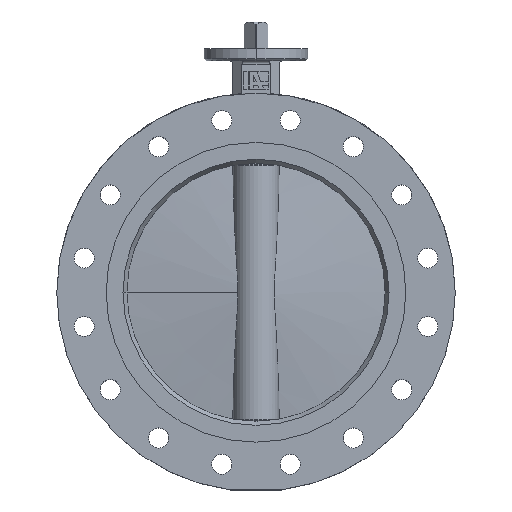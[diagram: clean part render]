
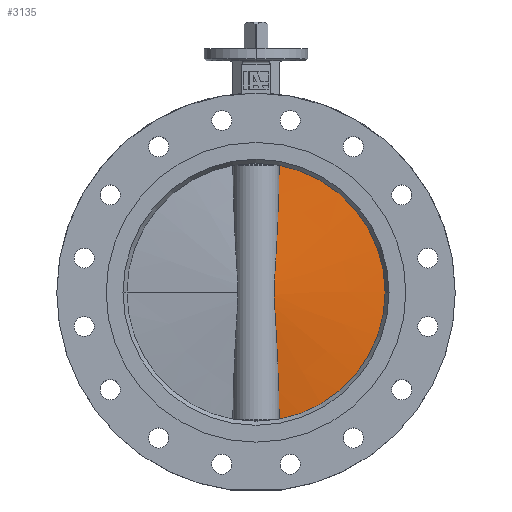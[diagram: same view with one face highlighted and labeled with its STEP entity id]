
A CAD part, top view. The second image highlights one B-rep face of the part: STEP entity #3135.
In plain terms, the highlighted conical face has half-angle 83.838 degrees and reference radius 9262.33 mm.
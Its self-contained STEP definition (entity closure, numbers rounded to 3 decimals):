
#4 = EDGE_LOOP ( 'NONE', ( #6834, #6835, #6836 ) ) ;
#491 = CARTESIAN_POINT ( 'NONE',  ( 4.095, 0., -193.633 ) ) ;
#492 = CARTESIAN_POINT ( 'NONE',  ( 4.095, -190.487, -34.76 ) ) ;
#506 = CARTESIAN_POINT ( 'NONE',  ( 4.095, 190.487, -34.76 ) ) ;
#714 = CIRCLE ( 'NONE', #1287, 193.633 ) ;
#752 = CIRCLE ( 'NONE', #1307, 193.633 ) ;
#1287 = AXIS2_PLACEMENT_3D ( 'NONE', #3785, #3786, #3787 ) ;
#1307 = AXIS2_PLACEMENT_3D ( 'NONE', #3997, #3998, #3999 ) ;
#1770 = DIRECTION ( 'NONE',  ( 0., 0., 1. ) ) ;
#1771 = CARTESIAN_POINT ( 'NONE',  ( -975., 0., 0. ) ) ;
#1772 = DIRECTION ( 'NONE',  ( -1., 0., 0. ) ) ;
#1938 = FACE_OUTER_BOUND ( 'NONE', #4, .T. ) ;
#2010 = CONICAL_SURFACE ( 'NONE', #4803, 9262.327, 1.463 ) ;
#2113 = VERTEX_POINT ( 'NONE', #491 ) ;
#2115 = VERTEX_POINT ( 'NONE', #492 ) ;
#2143 = VERTEX_POINT ( 'NONE', #506 ) ;
#2768 = EDGE_CURVE ( 'NONE', #2115, #2113, #714, .T. ) ;
#2803 = EDGE_CURVE ( 'NONE', #2115, #2143, #5566, .T. ) ;
#2804 = EDGE_CURVE ( 'NONE', #2113, #2143, #752, .T. ) ;
#3135 = ADVANCED_FACE ( 'NONE', ( #1938 ), #2010, .T. ) ;
#3785 = CARTESIAN_POINT ( 'NONE',  ( 4.095, 0., 0. ) ) ;
#3786 = DIRECTION ( 'NONE',  ( 1., 0., 0. ) ) ;
#3787 = DIRECTION ( 'NONE',  ( 0., 0., -1. ) ) ;
#3958 = CARTESIAN_POINT ( 'NONE',  ( 4.095, -190.487, -34.76 ) ) ;
#3959 = CARTESIAN_POINT ( 'NONE',  ( 5.784, -174.614, -34.561 ) ) ;
#3963 = CARTESIAN_POINT ( 'NONE',  ( 7.471, -158.743, -34.238 ) ) ;
#3964 = CARTESIAN_POINT ( 'NONE',  ( 10.828, -127.004, -33.328 ) ) ;
#3965 = CARTESIAN_POINT ( 'NONE',  ( 12.5, -111.14, -32.741 ) ) ;
#3966 = CARTESIAN_POINT ( 'NONE',  ( 14.972, -87.351, -31.649 ) ) ;
#3967 = CARTESIAN_POINT ( 'NONE',  ( 15.79, -79.423, -31.249 ) ) ;
#3968 = CARTESIAN_POINT ( 'NONE',  ( 17.399, -63.566, -30.383 ) ) ;
#3969 = CARTESIAN_POINT ( 'NONE',  ( 18.192, -55.639, -29.914 ) ) ;
#3970 = CARTESIAN_POINT ( 'NONE',  ( 19.326, -43.743, -29.184 ) ) ;
#3971 = CARTESIAN_POINT ( 'NONE',  ( 19.695, -39.777, -28.936 ) ) ;
#3972 = CARTESIAN_POINT ( 'NONE',  ( 20.397, -31.842, -28.446 ) ) ;
#3973 = CARTESIAN_POINT ( 'NONE',  ( 20.73, -27.872, -28.203 ) ) ;
#3974 = CARTESIAN_POINT ( 'NONE',  ( 21.324, -19.924, -27.756 ) ) ;
#3975 = CARTESIAN_POINT ( 'NONE',  ( 21.585, -15.944, -27.553 ) ) ;
#3976 = CARTESIAN_POINT ( 'NONE',  ( 21.958, -7.985, -27.256 ) ) ;
#3977 = CARTESIAN_POINT ( 'NONE',  ( 22.067, -4.004, -27.167 ) ) ;
#3978 = CARTESIAN_POINT ( 'NONE',  ( 22.067, 3.96, -27.167 ) ) ;
#3979 = CARTESIAN_POINT ( 'NONE',  ( 21.96, 7.943, -27.255 ) ) ;
#3980 = CARTESIAN_POINT ( 'NONE',  ( 21.68, 13.92, -27.477 ) ) ;
#3981 = CARTESIAN_POINT ( 'NONE',  ( 21.568, 15.912, -27.565 ) ) ;
#3982 = CARTESIAN_POINT ( 'NONE',  ( 21.317, 19.893, -27.76 ) ) ;
#3983 = CARTESIAN_POINT ( 'NONE',  ( 21.178, 21.882, -27.866 ) ) ;
#3984 = CARTESIAN_POINT ( 'NONE',  ( 20.733, 27.844, -28.201 ) ) ;
#3985 = CARTESIAN_POINT ( 'NONE',  ( 20.399, 31.814, -28.444 ) ) ;
#3986 = CARTESIAN_POINT ( 'NONE',  ( 19.698, 39.751, -28.934 ) ) ;
#3987 = CARTESIAN_POINT ( 'NONE',  ( 19.329, 43.717, -29.182 ) ) ;
#3988 = CARTESIAN_POINT ( 'NONE',  ( 18.194, 55.615, -29.913 ) ) ;
#3989 = CARTESIAN_POINT ( 'NONE',  ( 17.401, 63.544, -30.381 ) ) ;
#3990 = CARTESIAN_POINT ( 'NONE',  ( 15.792, 79.403, -31.248 ) ) ;
#3991 = CARTESIAN_POINT ( 'NONE',  ( 14.974, 87.333, -31.648 ) ) ;
#3992 = CARTESIAN_POINT ( 'NONE',  ( 12.501, 111.126, -32.741 ) ) ;
#3993 = CARTESIAN_POINT ( 'NONE',  ( 10.829, 126.992, -33.328 ) ) ;
#3994 = CARTESIAN_POINT ( 'NONE',  ( 7.472, 158.736, -34.237 ) ) ;
#3995 = CARTESIAN_POINT ( 'NONE',  ( 5.785, 174.611, -34.561 ) ) ;
#3996 = CARTESIAN_POINT ( 'NONE',  ( 4.095, 190.487, -34.76 ) ) ;
#3997 = CARTESIAN_POINT ( 'NONE',  ( 4.095, 0., 0. ) ) ;
#3998 = DIRECTION ( 'NONE',  ( 1., 0., 0. ) ) ;
#3999 = DIRECTION ( 'NONE',  ( 0., 0., -1. ) ) ;
#4803 = AXIS2_PLACEMENT_3D ( 'NONE', #1771, #1772, #1770 ) ;
#5566 = B_SPLINE_CURVE_WITH_KNOTS ( 'NONE', 3,
 ( #3958, #3959, #3963, #3964, #3965, #3966, #3967, #3968, #3969, #3970, #3971, #3972, #3973, #3974, #3975, #3976, #3977, #3978, #3979, #3980, #3981, #3982, #3983, #3984, #3985, #3986, #3987, #3988, #3989, #3990, #3991, #3992, #3993, #3994, #3995, #3996 ),
 .UNSPECIFIED., .F., .F.,
 ( 4, 2, 2, 2, 2, 2, 2, 2, 2, 2, 2, 2, 2, 2, 2, 2, 2, 4 ),
 ( -0.172, -0.124, -0.076, -0.053, -0.029, -0.017, -0.005, 0.007, 0.019, 0.031, 0.037, 0.043, 0.055, 0.067, 0.091, 0.115, 0.162, 0.21 ),
 .UNSPECIFIED. ) ;
#6834 = ORIENTED_EDGE ( 'NONE', *, *, #2803, .F. ) ;
#6835 = ORIENTED_EDGE ( 'NONE', *, *, #2768, .T. ) ;
#6836 = ORIENTED_EDGE ( 'NONE', *, *, #2804, .T. ) ;
